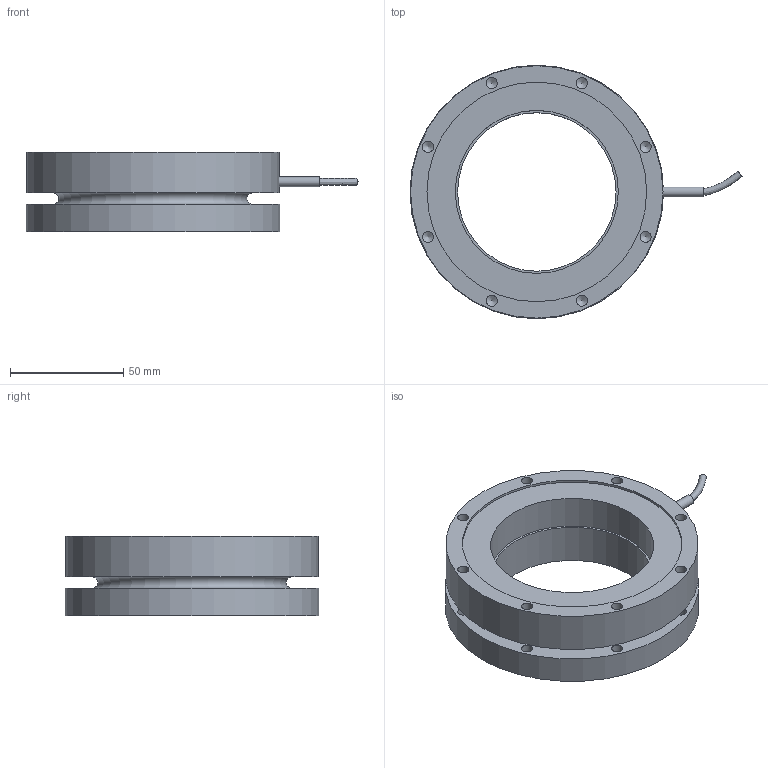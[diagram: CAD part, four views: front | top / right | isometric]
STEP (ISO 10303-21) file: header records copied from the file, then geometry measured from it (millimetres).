
FILE_DESCRIPTION( ( 'Unknown' ), '1' );
FILE_NAME( 'K-1250_50-100kN.stp', 'Unknown', ( 'Unknown' ), ( 'Unknown' ), 'PSStep 17.0.49', 'Unknown', ' ' );
FILE_SCHEMA( ( 'AUTOMOTIVE_DESIGN { 1 0 10303 214 1 1 1 1 }' ) );
Length unit declared in the file: millimetre
Products named in the file (4): Assem1; 2547-001_doc-00008417; 2547-002_doc-00008447; teflonkabel durchm.3_doc-00005186
Assembly tree (3 placements, depth 2):
  Assem1
    2547-001_doc-00008417
    2547-002_doc-00008447
    teflonkabel durchm.3_doc-00005186
Bounding box: 146.62 x 112 x 35 mm (x, y, z)
Volume: 173323.6 mm3; surface area: 43164.7 mm2
Topology: 3 solids, 3 shells, 54 faces, 138 edges, 95 vertices
Faces by surface type: cylinder 33, plane 11, cone 8, torus 1, bspline 1
Full cylindrical faces by diameter (mm): 3 x1, 3.5 x1, 4.3 x1, 4.917 x24, 70 x1, 72 x1, 97 x2, 111.5 x1, 112 x1
Entity records: 1959 total; most frequent: CARTESIAN_POINT 421, DIRECTION 234, ORIENTED_EDGE 124, EDGE_LOOP 122, AXIS2_PLACEMENT_3D 117, FACE_OUTER_BOUND 89, VERTEX_POINT 70, EDGE_CURVE 62
